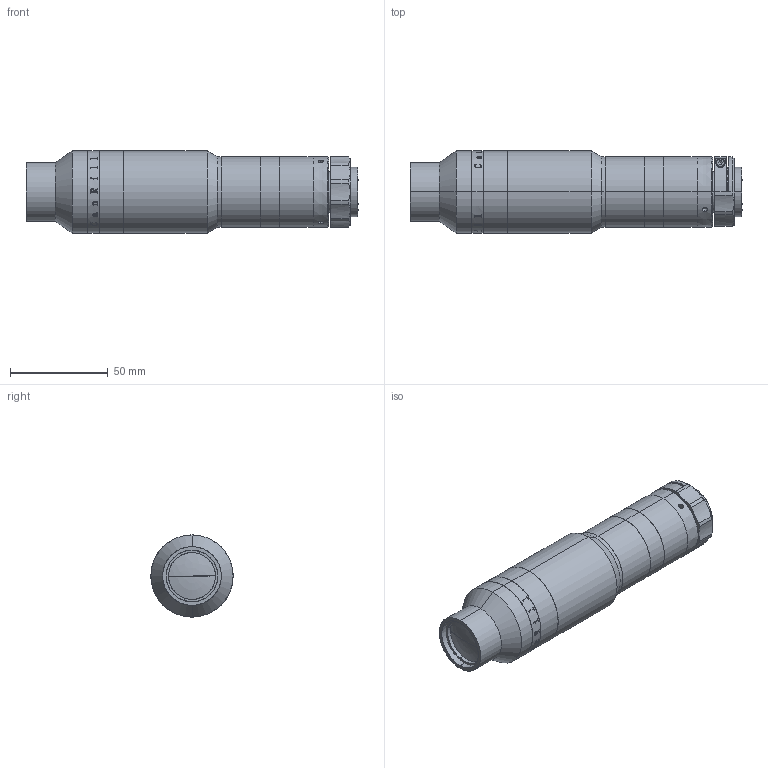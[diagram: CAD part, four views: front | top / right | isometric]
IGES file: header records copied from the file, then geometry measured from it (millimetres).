
Start section: SolidWorks IGES file using analytic representation for surfaces
Global section: file name: XF-MH05X250.IGS; native system: SolidWorks 2014; preprocessor: SolidWorks 2014; author: canrill-02; date: 200413.092845; units: millimetre
Bounding box: 169.83 x 42 x 42 mm (x, y, z)
Surface area: 27141.1 mm2 (no closed solid volume)
Topology: 0 solids, 0 shells, 151 faces, 5008 edges, 5005 vertices
Faces by surface type: revolution 92, bspline 59
